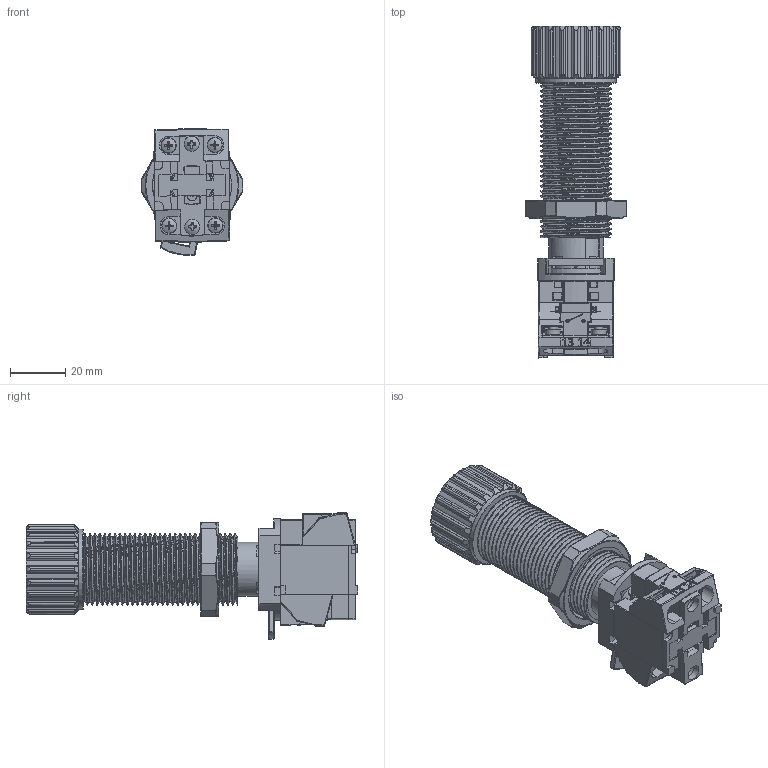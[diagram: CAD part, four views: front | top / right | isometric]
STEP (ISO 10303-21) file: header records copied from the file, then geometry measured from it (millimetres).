
FILE_DESCRIPTION(/* description */ (''),/* implementation_level */ '2;1');
FILE_NAME(/* name */ 'GZL1K3.iam.stp',/* time_stamp */ '2019-07-12T08:43:12-05:00',/* author */ ('kadelman'),/* organization */ (''),/* preprocessor_version */ 'ST-DEVELOPER v17',/* originating_system */ 'Autodesk Inventor 2018',/* authorisation */ '');
FILE_SCHEMA (('AUTOMOTIVE_DESIGN { 1 0 10303 214 3 1 1 }'));
Products named in the file (19): GZL1K3; CORPO1N 34NPSM EXTRA LONGO; ANEL 34NPSM; AR29 P VIDEO; MOLDURA 1 NOVA; DISCO 4T PR_BLACK; ACOPLA L SG rev; E-111 UL; E111G; part1 bloco de contato_NC; part1 bloco de contato_NO; Part3 acionamento bloco de contato; GAIOLA; GAIOLA PART 2; GAIOLA SG; PARTE BLOCO E111SG SEM GRAVACAO; ISO 7049 - F-H ST 2,9 x 6,5 - F - H; Part3 acionamento bloco de contato_NO; DIN 7985 (H) M3x10-H
Assembly tree (22 placements, depth 5):
  GZL1K3
    CORPO1N 34NPSM EXTRA LONGO
    ANEL 34NPSM
    AR29 P VIDEO
    MOLDURA 1 NOVA
    DISCO 4T PR_BLACK
    ACOPLA L SG rev
    E-111 UL
      E111G
        part1 bloco de contato_NC
        part1 bloco de contato_NO
        Part3 acionamento bloco de contato
        GAIOLA
          GAIOLA PART 2
      GAIOLA SG
      PARTE BLOCO E111SG SEM GRAVACAO
      ISO 7049 - F-H ST 2,9 x 6,5 - F - H  x4
      Part3 acionamento bloco de contato_NO
      DIN 7985 (H) M3x10-H  x2
Bounding box: 36.76 x 120.25 x 45.97 mm (x, y, z)
Volume: 59490.9 mm3; surface area: 55543.1 mm2
Topology: 28 solids, 28 shells, 2973 faces, 8153 edges, 5309 vertices
Faces by surface type: plane 1442, cylinder 672, bspline 595, torus 115, cone 91, sphere 58
Full cylindrical faces by diameter (mm): 0.5 x12, 1.4 x2, 2.75 x2, 2.9 x4, 3 x2, 3.1 x2, 3.673 x1, 4.286 x1, 5.4 x2, 5.5 x4, 8 x1, 14.517 x2, 15 x1, 16 x11, 17.483 x2, 19.5 x1, 20 x1, 22 x2, 22.517 x2, 23 x6, 23.31 x2, 24 x5, 24.483 x2, 26 x33, 28.69 x2, 29 x1
Entity records: 152519 total; most frequent: CARTESIAN_POINT 81652, ORIENTED_EDGE 15606, DIRECTION 12203, EDGE_CURVE 7803, VERTEX_POINT 5084, LINE 4599, VECTOR 4599, AXIS2_PLACEMENT_3D 3802
